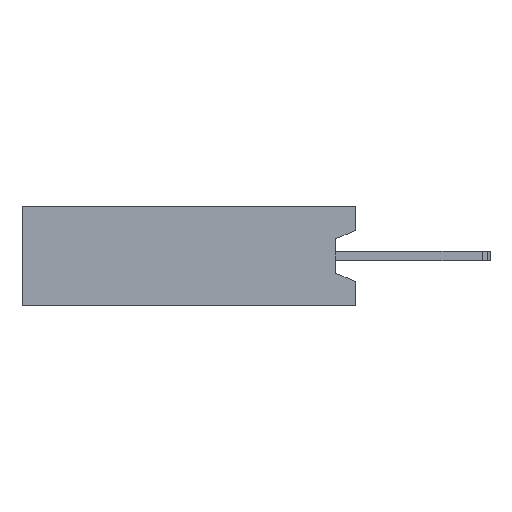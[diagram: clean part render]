
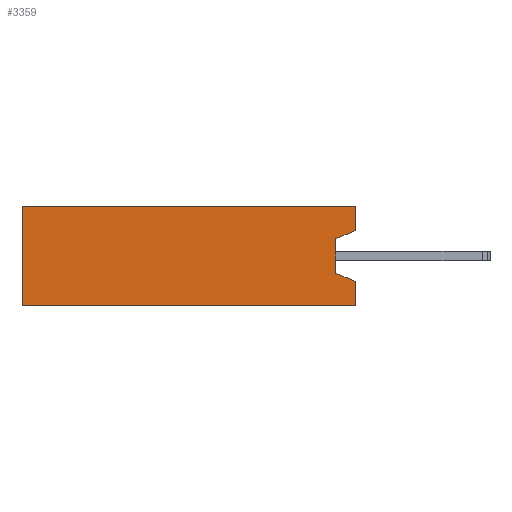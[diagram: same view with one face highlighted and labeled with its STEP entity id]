
A CAD part, left-side view. The second image highlights one B-rep face of the part: STEP entity #3359.
In plain terms, the highlighted planar face has unit normal (-1, 0, 0).
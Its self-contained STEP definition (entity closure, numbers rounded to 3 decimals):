
#24 = CARTESIAN_POINT ( 'NONE',  ( -7.62, 0.51, -0.439 ) ) ;
#97 = CARTESIAN_POINT ( 'NONE',  ( -7.62, 0.51, 0.439 ) ) ;
#174 = CARTESIAN_POINT ( 'NONE',  ( -7.62, 8.51, 1.27 ) ) ;
#192 = VERTEX_POINT ( 'NONE', #861 ) ;
#289 = LINE ( 'NONE', #3956, #868 ) ;
#335 = CARTESIAN_POINT ( 'NONE',  ( -7.62, 0., -0.65 ) ) ;
#454 = EDGE_CURVE ( 'NONE', #1792, #1619, #2753, .T. ) ;
#582 = FACE_OUTER_BOUND ( 'NONE', #628, .T. ) ;
#628 = EDGE_LOOP ( 'NONE', ( #4583, #1698, #3355, #4525, #3370, #2930, #3410, #1347 ) ) ;
#646 = VERTEX_POINT ( 'NONE', #335 ) ;
#740 = EDGE_CURVE ( 'NONE', #2390, #2414, #2787, .T. ) ;
#795 = CARTESIAN_POINT ( 'NONE',  ( -7.62, 8.51, 1.27 ) ) ;
#809 = VECTOR ( 'NONE', #5712, 1000. ) ;
#861 = CARTESIAN_POINT ( 'NONE',  ( -7.62, 0., -1.27 ) ) ;
#868 = VECTOR ( 'NONE', #2142, 1000. ) ;
#1183 = CARTESIAN_POINT ( 'NONE',  ( -7.62, 0., 1.27 ) ) ;
#1347 = ORIENTED_EDGE ( 'NONE', *, *, #3371, .F. ) ;
#1363 = CARTESIAN_POINT ( 'NONE',  ( -7.62, 0., 1.27 ) ) ;
#1619 = VERTEX_POINT ( 'NONE', #3922 ) ;
#1622 = VERTEX_POINT ( 'NONE', #1183 ) ;
#1698 = ORIENTED_EDGE ( 'NONE', *, *, #4349, .F. ) ;
#1701 = DIRECTION ( 'NONE',  ( 0., 0., -1. ) ) ;
#1740 = VECTOR ( 'NONE', #5799, 1000. ) ;
#1792 = VERTEX_POINT ( 'NONE', #2016 ) ;
#2016 = CARTESIAN_POINT ( 'NONE',  ( -7.62, 8.51, -1.27 ) ) ;
#2099 = EDGE_CURVE ( 'NONE', #1619, #1622, #3460, .T. ) ;
#2142 = DIRECTION ( 'NONE',  ( 0., -0.924, -0.383 ) ) ;
#2153 = PLANE ( 'NONE',  #2251 ) ;
#2251 = AXIS2_PLACEMENT_3D ( 'NONE', #795, #5314, #1701 ) ;
#2258 = EDGE_CURVE ( 'NONE', #4884, #1622, #4298, .T. ) ;
#2291 = EDGE_CURVE ( 'NONE', #192, #646, #5639, .T. ) ;
#2390 = VERTEX_POINT ( 'NONE', #97 ) ;
#2414 = VERTEX_POINT ( 'NONE', #3287 ) ;
#2495 = VECTOR ( 'NONE', #3686, 1000. ) ;
#2753 = LINE ( 'NONE', #174, #4263 ) ;
#2787 = LINE ( 'NONE', #24, #3153 ) ;
#2893 = LINE ( 'NONE', #4159, #4040 ) ;
#2930 = ORIENTED_EDGE ( 'NONE', *, *, #3181, .T. ) ;
#3153 = VECTOR ( 'NONE', #3622, 1000. ) ;
#3181 = EDGE_CURVE ( 'NONE', #1792, #192, #4469, .T. ) ;
#3243 = DIRECTION ( 'NONE',  ( 0., 0.924, -0.383 ) ) ;
#3268 = CARTESIAN_POINT ( 'NONE',  ( -7.62, 0., 0.65 ) ) ;
#3287 = CARTESIAN_POINT ( 'NONE',  ( -7.62, 0.51, -0.439 ) ) ;
#3355 = ORIENTED_EDGE ( 'NONE', *, *, #2258, .T. ) ;
#3359 = ADVANCED_FACE ( 'NONE', ( #582 ), #2153, .F. ) ;
#3370 = ORIENTED_EDGE ( 'NONE', *, *, #454, .F. ) ;
#3371 = EDGE_CURVE ( 'NONE', #2414, #646, #289, .T. ) ;
#3410 = ORIENTED_EDGE ( 'NONE', *, *, #2291, .T. ) ;
#3460 = LINE ( 'NONE', #4174, #4501 ) ;
#3622 = DIRECTION ( 'NONE',  ( 0., 0., -1. ) ) ;
#3686 = DIRECTION ( 'NONE',  ( 0., 0., 1. ) ) ;
#3922 = CARTESIAN_POINT ( 'NONE',  ( -7.62, 8.51, 1.27 ) ) ;
#3956 = CARTESIAN_POINT ( 'NONE',  ( -7.62, 0., -0.65 ) ) ;
#4040 = VECTOR ( 'NONE', #3243, 1000. ) ;
#4159 = CARTESIAN_POINT ( 'NONE',  ( -7.62, 0., 0.65 ) ) ;
#4174 = CARTESIAN_POINT ( 'NONE',  ( -7.62, 8.51, 1.27 ) ) ;
#4263 = VECTOR ( 'NONE', #4689, 1000. ) ;
#4298 = LINE ( 'NONE', #5326, #1740 ) ;
#4349 = EDGE_CURVE ( 'NONE', #4884, #2390, #2893, .T. ) ;
#4469 = LINE ( 'NONE', #5645, #809 ) ;
#4501 = VECTOR ( 'NONE', #5560, 1000. ) ;
#4525 = ORIENTED_EDGE ( 'NONE', *, *, #2099, .F. ) ;
#4583 = ORIENTED_EDGE ( 'NONE', *, *, #740, .F. ) ;
#4689 = DIRECTION ( 'NONE',  ( 0., 0., 1. ) ) ;
#4884 = VERTEX_POINT ( 'NONE', #3268 ) ;
#5314 = DIRECTION ( 'NONE',  ( 1., 0., 0. ) ) ;
#5326 = CARTESIAN_POINT ( 'NONE',  ( -7.62, 0., 1.27 ) ) ;
#5560 = DIRECTION ( 'NONE',  ( 0., -1., 0. ) ) ;
#5639 = LINE ( 'NONE', #1363, #2495 ) ;
#5645 = CARTESIAN_POINT ( 'NONE',  ( -7.62, 8.51, -1.27 ) ) ;
#5712 = DIRECTION ( 'NONE',  ( 0., -1., 0. ) ) ;
#5799 = DIRECTION ( 'NONE',  ( 0., 0., 1. ) ) ;
